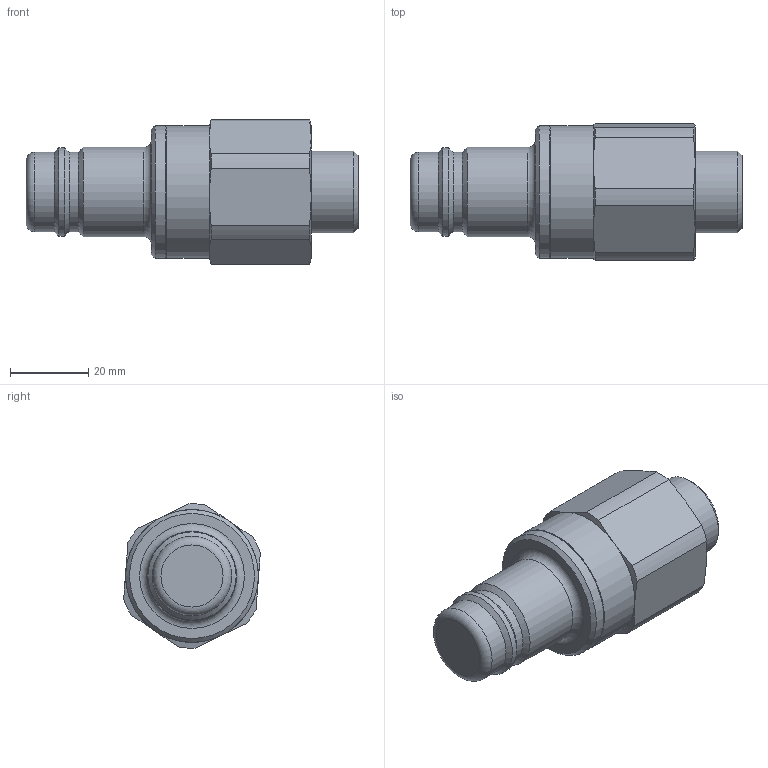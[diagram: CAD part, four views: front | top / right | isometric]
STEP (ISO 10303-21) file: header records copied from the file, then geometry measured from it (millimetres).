
FILE_DESCRIPTION((''),'2;1');
FILE_NAME('38sbaw21mpn.stp','2013-07-23T16:57:42',('AS035480'),(''),'Autodesk Inventor 2013','Autodesk Inventor 2013','');
FILE_SCHEMA(('AUTOMOTIVE_DESIGN { 1 0 10303 214 1 1 1 1 }'));
Length unit declared in the file: millimetre
Products named in the file (1): D107404
Bounding box: 85 x 35.01 x 36.97 mm (x, y, z)
Volume: 55357.1 mm3; surface area: 9354.9 mm2
Topology: 1 solids, 2 shells, 47 faces, 101 edges, 59 vertices
Faces by surface type: cone 20, cylinder 14, plane 11, torus 2
Full cylindrical faces by diameter (mm): 17 x1, 20.3 x2, 20.955 x1, 22.6 x1, 22.85 x1, 34 x2
Entity records: 1209 total; most frequent: CARTESIAN_POINT 234, DIRECTION 198, ORIENTED_EDGE 162, AXIS2_PLACEMENT_3D 93, EDGE_CURVE 81, EDGE_LOOP 68, VERTEX_POINT 57, FACE_OUTER_BOUND 47
